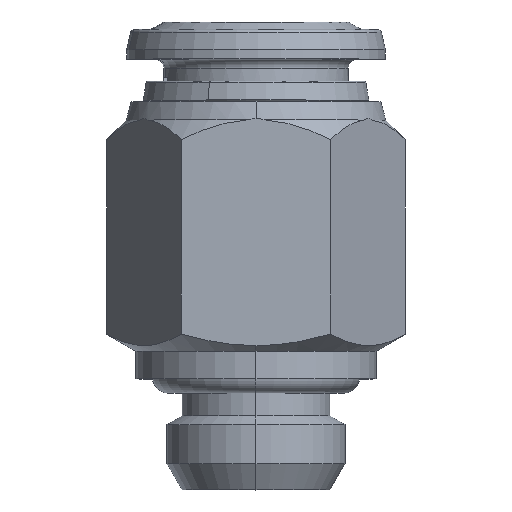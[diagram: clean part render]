
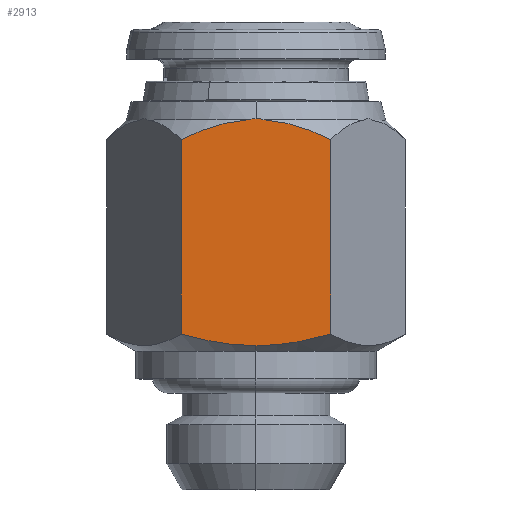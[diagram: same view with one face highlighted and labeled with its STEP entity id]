
A CAD part, top view. The second image highlights one B-rep face of the part: STEP entity #2913.
In plain terms, the highlighted planar face has unit normal (0, 0, 1).
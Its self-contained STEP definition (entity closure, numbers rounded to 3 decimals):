
#243 = B_SPLINE_CURVE_WITH_KNOTS ( 'NONE', 3,
 ( #3178, #3179, #3184, #3185 ),
 .UNSPECIFIED., .F., .F.,
 ( 4, 4 ),
 ( 0.005, 0.005 ),
 .UNSPECIFIED. ) ;
#250 = B_SPLINE_CURVE_WITH_KNOTS ( 'NONE', 3,
 ( #3246, #3245, #3259, #3260, #3261, #3262 ),
 .UNSPECIFIED., .F., .F.,
 ( 4, 2, 4 ),
 ( 0.019, 0.021, 0.023 ),
 .UNSPECIFIED. ) ;
#251 = B_SPLINE_CURVE_WITH_KNOTS ( 'NONE', 3,
 ( #3293, #3294, #3299, #3300, #3301, #3302 ),
 .UNSPECIFIED., .F., .F.,
 ( 4, 2, 4 ),
 ( 0.023, 0.025, 0.027 ),
 .UNSPECIFIED. ) ;
#259 = B_SPLINE_CURVE_WITH_KNOTS ( 'NONE', 3,
 ( #3365, #3359, #3369, #3370, #3371, #3372, #3373, #3374 ),
 .UNSPECIFIED., .F., .F.,
 ( 4, 2, 2, 4 ),
 ( 0.011, 0.012, 0.013, 0.015 ),
 .UNSPECIFIED. ) ;
#260 = B_SPLINE_CURVE_WITH_KNOTS ( 'NONE', 3,
 ( #3367, #3368, #3377, #3378 ),
 .UNSPECIFIED., .F., .F.,
 ( 4, 4 ),
 ( 0.004, 0.005 ),
 .UNSPECIFIED. ) ;
#261 = B_SPLINE_CURVE_WITH_KNOTS ( 'NONE', 3,
 ( #3376, #3375, #3381, #3382, #3383, #3384, #3385, #3386 ),
 .UNSPECIFIED., .F., .F.,
 ( 4, 2, 2, 4 ),
 ( 0.006, 0.008, 0.009, 0.01 ),
 .UNSPECIFIED. ) ;
#405 = PLANE ( 'NONE',  #4016 ) ;
#424 = CARTESIAN_POINT ( 'NONE',  ( -4.041, 1., 7. ) ) ;
#425 = DIRECTION ( 'NONE',  ( 0., 0., 1. ) ) ;
#426 = DIRECTION ( 'NONE',  ( 1., 0., 0. ) ) ;
#645 = ORIENTED_EDGE ( 'NONE', *, *, #4225, .T. ) ;
#646 = ORIENTED_EDGE ( 'NONE', *, *, #4226, .F. ) ;
#647 = ORIENTED_EDGE ( 'NONE', *, *, #4185, .F. ) ;
#648 = ORIENTED_EDGE ( 'NONE', *, *, #4227, .F. ) ;
#649 = ORIENTED_EDGE ( 'NONE', *, *, #4228, .F. ) ;
#650 = ORIENTED_EDGE ( 'NONE', *, *, #4229, .F. ) ;
#651 = ORIENTED_EDGE ( 'NONE', *, *, #4215, .F. ) ;
#652 = ORIENTED_EDGE ( 'NONE', *, *, #4201, .F. ) ;
#841 = VERTEX_POINT ( 'NONE', #2019 ) ;
#848 = VERTEX_POINT ( 'NONE', #2007 ) ;
#851 = VERTEX_POINT ( 'NONE', #2001 ) ;
#852 = VERTEX_POINT ( 'NONE', #2000 ) ;
#856 = VERTEX_POINT ( 'NONE', #1996 ) ;
#862 = VERTEX_POINT ( 'NONE', #1986 ) ;
#867 = VERTEX_POINT ( 'NONE', #1981 ) ;
#868 = VERTEX_POINT ( 'NONE', #1980 ) ;
#1014 = EDGE_LOOP ( 'NONE', ( #645, #646, #647, #648, #649, #650, #651, #652 ) ) ;
#1980 = CARTESIAN_POINT ( 'NONE',  ( 0., 20.067, 7. ) ) ;
#1981 = CARTESIAN_POINT ( 'NONE',  ( 0.502, 20., 7. ) ) ;
#1986 = CARTESIAN_POINT ( 'NONE',  ( -4.041, 18.935, 7. ) ) ;
#1996 = CARTESIAN_POINT ( 'NONE',  ( 4.041, 18.935, 7. ) ) ;
#2000 = CARTESIAN_POINT ( 'NONE',  ( 4.041, 8.414, 7. ) ) ;
#2001 = CARTESIAN_POINT ( 'NONE',  ( 0., 7.789, 7. ) ) ;
#2007 = CARTESIAN_POINT ( 'NONE',  ( -4.041, 8.414, 7. ) ) ;
#2019 = CARTESIAN_POINT ( 'NONE',  ( -0.502, 20., 7. ) ) ;
#2213 = LINE ( 'NONE', #3364, #2218 ) ;
#2217 = LINE ( 'NONE', #3380, #2220 ) ;
#2218 = VECTOR ( 'NONE', #3366, 1000. ) ;
#2220 = VECTOR ( 'NONE', #3387, 1000. ) ;
#2758 = FACE_OUTER_BOUND ( 'NONE', #1014, .T. ) ;
#2913 = ADVANCED_FACE ( 'NONE', ( #2758 ), #405, .T. ) ;
#3178 = CARTESIAN_POINT ( 'NONE',  ( 0., 20.067, 7. ) ) ;
#3179 = CARTESIAN_POINT ( 'NONE',  ( 0.17, 20.067, 7. ) ) ;
#3184 = CARTESIAN_POINT ( 'NONE',  ( 0.338, 20.044, 7. ) ) ;
#3185 = CARTESIAN_POINT ( 'NONE',  ( 0.502, 20., 7. ) ) ;
#3245 = CARTESIAN_POINT ( 'NONE',  ( 3.388, 8.225, 7. ) ) ;
#3246 = CARTESIAN_POINT ( 'NONE',  ( 4.041, 8.414, 7. ) ) ;
#3259 = CARTESIAN_POINT ( 'NONE',  ( 2.726, 8.068, 7. ) ) ;
#3260 = CARTESIAN_POINT ( 'NONE',  ( 1.377, 7.849, 7. ) ) ;
#3261 = CARTESIAN_POINT ( 'NONE',  ( 0.684, 7.789, 7. ) ) ;
#3262 = CARTESIAN_POINT ( 'NONE',  ( 0., 7.789, 7. ) ) ;
#3293 = CARTESIAN_POINT ( 'NONE',  ( 0., 7.789, 7. ) ) ;
#3294 = CARTESIAN_POINT ( 'NONE',  ( -0.683, 7.789, 7. ) ) ;
#3299 = CARTESIAN_POINT ( 'NONE',  ( -1.362, 7.847, 7. ) ) ;
#3300 = CARTESIAN_POINT ( 'NONE',  ( -2.711, 8.065, 7. ) ) ;
#3301 = CARTESIAN_POINT ( 'NONE',  ( -3.384, 8.224, 7. ) ) ;
#3302 = CARTESIAN_POINT ( 'NONE',  ( -4.041, 8.414, 7. ) ) ;
#3359 = CARTESIAN_POINT ( 'NONE',  ( 0.811, 19.978, 7. ) ) ;
#3364 = CARTESIAN_POINT ( 'NONE',  ( 4.041, 1., 7. ) ) ;
#3365 = CARTESIAN_POINT ( 'NONE',  ( 0.502, 20., 7. ) ) ;
#3366 = DIRECTION ( 'NONE',  ( 0., 1., 0. ) ) ;
#3367 = CARTESIAN_POINT ( 'NONE',  ( -0.502, 20., 7. ) ) ;
#3368 = CARTESIAN_POINT ( 'NONE',  ( -0.339, 20.043, 7. ) ) ;
#3369 = CARTESIAN_POINT ( 'NONE',  ( 1.122, 19.935, 7. ) ) ;
#3370 = CARTESIAN_POINT ( 'NONE',  ( 1.733, 19.813, 7. ) ) ;
#3371 = CARTESIAN_POINT ( 'NONE',  ( 2.032, 19.734, 7. ) ) ;
#3372 = CARTESIAN_POINT ( 'NONE',  ( 2.915, 19.456, 7. ) ) ;
#3373 = CARTESIAN_POINT ( 'NONE',  ( 3.484, 19.214, 7. ) ) ;
#3374 = CARTESIAN_POINT ( 'NONE',  ( 4.041, 18.935, 7. ) ) ;
#3375 = CARTESIAN_POINT ( 'NONE',  ( -3.485, 19.213, 7. ) ) ;
#3376 = CARTESIAN_POINT ( 'NONE',  ( -4.041, 18.935, 7. ) ) ;
#3377 = CARTESIAN_POINT ( 'NONE',  ( -0.17, 20.067, 7. ) ) ;
#3378 = CARTESIAN_POINT ( 'NONE',  ( 0., 20.067, 7. ) ) ;
#3380 = CARTESIAN_POINT ( 'NONE',  ( -4.041, 1., 7. ) ) ;
#3381 = CARTESIAN_POINT ( 'NONE',  ( -2.915, 19.456, 7. ) ) ;
#3382 = CARTESIAN_POINT ( 'NONE',  ( -2.03, 19.735, 7. ) ) ;
#3383 = CARTESIAN_POINT ( 'NONE',  ( -1.73, 19.813, 7. ) ) ;
#3384 = CARTESIAN_POINT ( 'NONE',  ( -1.118, 19.936, 7. ) ) ;
#3385 = CARTESIAN_POINT ( 'NONE',  ( -0.81, 19.978, 7. ) ) ;
#3386 = CARTESIAN_POINT ( 'NONE',  ( -0.502, 20., 7. ) ) ;
#3387 = DIRECTION ( 'NONE',  ( 0., 1., 0. ) ) ;
#4016 = AXIS2_PLACEMENT_3D ( 'NONE', #424, #425, #426 ) ;
#4185 = EDGE_CURVE ( 'NONE', #868, #867, #243, .T. ) ;
#4201 = EDGE_CURVE ( 'NONE', #852, #851, #250, .T. ) ;
#4215 = EDGE_CURVE ( 'NONE', #851, #848, #251, .T. ) ;
#4225 = EDGE_CURVE ( 'NONE', #852, #856, #2213, .T. ) ;
#4226 = EDGE_CURVE ( 'NONE', #867, #856, #259, .T. ) ;
#4227 = EDGE_CURVE ( 'NONE', #841, #868, #260, .T. ) ;
#4228 = EDGE_CURVE ( 'NONE', #862, #841, #261, .T. ) ;
#4229 = EDGE_CURVE ( 'NONE', #848, #862, #2217, .T. ) ;
